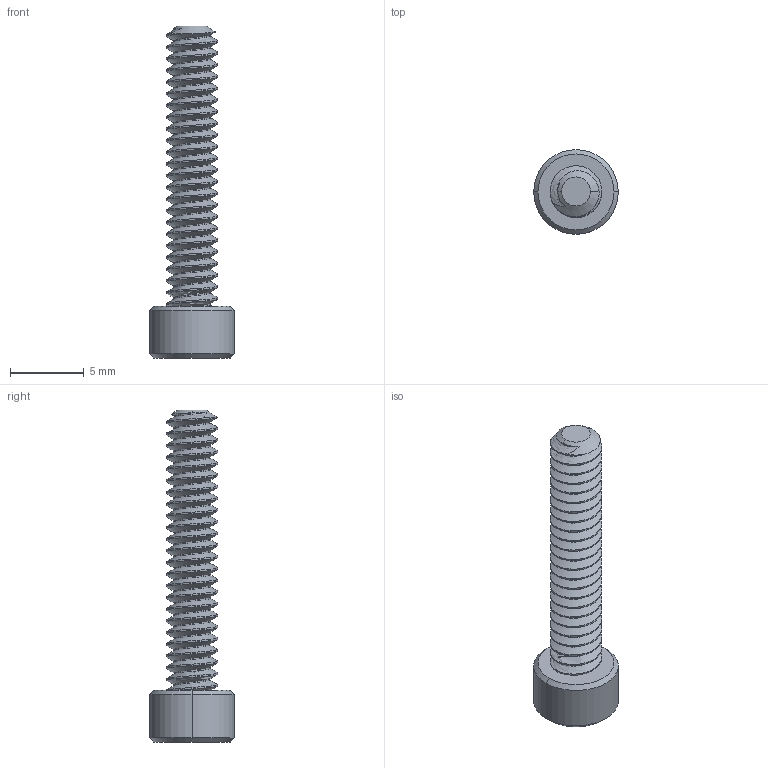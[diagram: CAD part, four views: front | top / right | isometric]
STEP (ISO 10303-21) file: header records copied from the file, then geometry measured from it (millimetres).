
FILE_DESCRIPTION (( 'STEP AP203' ), '1' );
FILE_NAME ('632120.STEP', '2014-10-23T21:15:57', ( 'Kyle' ), ( 'Microsoft' ), 'SwSTEP 2.0', 'SolidWorks 2014', '' );
FILE_SCHEMA (( 'CONFIG_CONTROL_DESIGN' ));
Length unit declared in the file: inch
Products named in the file (1): 632120
Bounding box: 5.74 x 5.74 x 22.56 mm (x, y, z)
Volume: 210 mm3; surface area: 436.6 mm2
Topology: 1 solids, 1 shells, 124 faces, 344 edges, 224 vertices
Faces by surface type: cylinder 99, cone 13, plane 10, bspline 2
Entity records: 6281 total; most frequent: CARTESIAN_POINT 3630, ORIENTED_EDGE 688, DIRECTION 404, EDGE_CURVE 344, VERTEX_POINT 224, AXIS2_PLACEMENT_3D 144, EDGE_LOOP 126, ADVANCED_FACE 124
